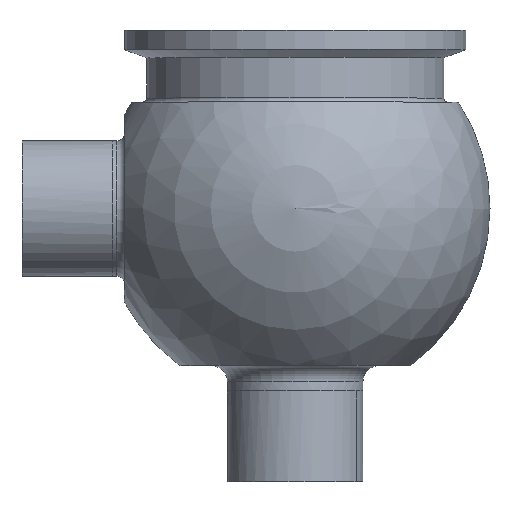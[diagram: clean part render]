
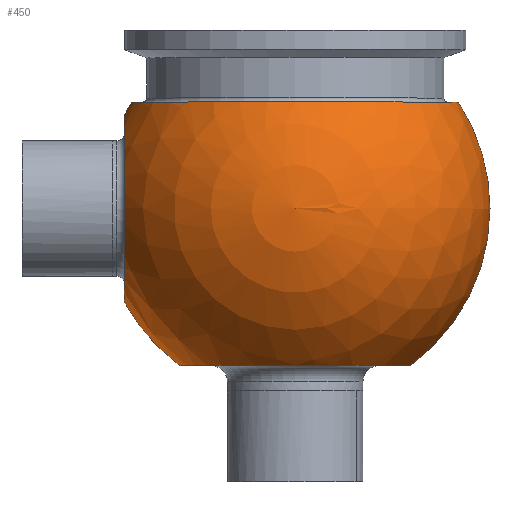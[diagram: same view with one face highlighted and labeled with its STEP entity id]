
A CAD part, top view. The second image highlights one B-rep face of the part: STEP entity #450.
In plain terms, the highlighted spherical face has radius 36.5 mm.
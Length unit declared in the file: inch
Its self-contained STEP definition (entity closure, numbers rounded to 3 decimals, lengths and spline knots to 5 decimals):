
#9 = CARTESIAN_POINT ( 'NONE',  ( 0., 0., 0. ) ) ;
#24 = CARTESIAN_POINT ( 'NONE',  ( -0.85088, -1.158, 0. ) ) ;
#51 = ORIENTED_EDGE ( 'NONE', *, *, #831, .F. ) ;
#54 = AXIS2_PLACEMENT_3D ( 'NONE', #157, #90, #641 ) ;
#90 = DIRECTION ( 'NONE',  ( 0., 1., 0. ) ) ;
#106 = CARTESIAN_POINT ( 'NONE',  ( 0., 0.785, 0. ) ) ;
#108 = SPHERICAL_SURFACE ( 'NONE', #666, 1.437 ) ;
#124 = EDGE_CURVE ( 'NONE', #328, #513, #265, .T. ) ;
#134 = CARTESIAN_POINT ( 'NONE',  ( 0., 0., 0. ) ) ;
#144 = ORIENTED_EDGE ( 'NONE', *, *, #608, .F. ) ;
#157 = CARTESIAN_POINT ( 'NONE',  ( 0., -1.158, 0. ) ) ;
#164 = CIRCLE ( 'NONE', #54, 0.85088 ) ;
#172 = DIRECTION ( 'NONE',  ( -1., 0., 0. ) ) ;
#174 = VERTEX_POINT ( 'NONE', #24 ) ;
#180 = DIRECTION ( 'NONE',  ( -1., 0., 0. ) ) ;
#206 = DIRECTION ( 'NONE',  ( -1., 0., 0. ) ) ;
#222 = CARTESIAN_POINT ( 'NONE',  ( -1.20364, 0.785, 0. ) ) ;
#232 = AXIS2_PLACEMENT_3D ( 'NONE', #9, #866, #172 ) ;
#265 = CIRCLE ( 'NONE', #232, 1.437 ) ;
#267 = CARTESIAN_POINT ( 'NONE',  ( 0., 0., 0. ) ) ;
#273 = ORIENTED_EDGE ( 'NONE', *, *, #774, .T. ) ;
#288 = FACE_OUTER_BOUND ( 'NONE', #539, .T. ) ;
#307 = AXIS2_PLACEMENT_3D ( 'NONE', #267, #743, #324 ) ;
#324 = DIRECTION ( 'NONE',  ( 1., 0., 0. ) ) ;
#328 = VERTEX_POINT ( 'NONE', #698 ) ;
#370 = ORIENTED_EDGE ( 'NONE', *, *, #519, .T. ) ;
#392 = CARTESIAN_POINT ( 'NONE',  ( -1.2616, -0.688, 0. ) ) ;
#407 = ORIENTED_EDGE ( 'NONE', *, *, #471, .F. ) ;
#430 = CARTESIAN_POINT ( 'NONE',  ( 0., 0., 0. ) ) ;
#438 = CARTESIAN_POINT ( 'NONE',  ( -1.2616, 0., 0. ) ) ;
#450 = ADVANCED_FACE ( 'NONE', ( #288 ), #108, .T. ) ;
#465 = AXIS2_PLACEMENT_3D ( 'NONE', #106, #582, #180 ) ;
#471 = EDGE_CURVE ( 'NONE', #568, #328, #876, .T. ) ;
#492 = AXIS2_PLACEMENT_3D ( 'NONE', #134, #609, #206 ) ;
#497 = DIRECTION ( 'NONE',  ( 0., 0., -1. ) ) ;
#505 = DIRECTION ( 'NONE',  ( -1., 0., 0. ) ) ;
#513 = VERTEX_POINT ( 'NONE', #222 ) ;
#519 = EDGE_CURVE ( 'NONE', #174, #669, #164, .T. ) ;
#535 = ORIENTED_EDGE ( 'NONE', *, *, #124, .F. ) ;
#539 = EDGE_LOOP ( 'NONE', ( #51, #370, #273, #144, #535, #407 ) ) ;
#568 = VERTEX_POINT ( 'NONE', #392 ) ;
#582 = DIRECTION ( 'NONE',  ( 0., 1., 0. ) ) ;
#608 = EDGE_CURVE ( 'NONE', #513, #681, #897, .T. ) ;
#609 = DIRECTION ( 'NONE',  ( 0., 0., -1. ) ) ;
#641 = DIRECTION ( 'NONE',  ( -1., 0., 0. ) ) ;
#666 = AXIS2_PLACEMENT_3D ( 'NONE', #430, #497, #848 ) ;
#669 = VERTEX_POINT ( 'NONE', #804 ) ;
#681 = VERTEX_POINT ( 'NONE', #868 ) ;
#698 = CARTESIAN_POINT ( 'NONE',  ( -1.2616, 0.688, 0. ) ) ;
#710 = DIRECTION ( 'NONE',  ( 0., 1., 0. ) ) ;
#743 = DIRECTION ( 'NONE',  ( 0., 0., 1. ) ) ;
#761 = AXIS2_PLACEMENT_3D ( 'NONE', #438, #505, #710 ) ;
#774 = EDGE_CURVE ( 'NONE', #669, #681, #795, .T. ) ;
#795 = CIRCLE ( 'NONE', #307, 1.437 ) ;
#804 = CARTESIAN_POINT ( 'NONE',  ( 0.85088, -1.158, 0. ) ) ;
#831 = EDGE_CURVE ( 'NONE', #174, #568, #839, .T. ) ;
#839 = CIRCLE ( 'NONE', #492, 1.437 ) ;
#848 = DIRECTION ( 'NONE',  ( 1., 0., 0. ) ) ;
#866 = DIRECTION ( 'NONE',  ( 0., 0., -1. ) ) ;
#868 = CARTESIAN_POINT ( 'NONE',  ( 1.20364, 0.785, 0. ) ) ;
#876 = CIRCLE ( 'NONE', #761, 0.688 ) ;
#897 = CIRCLE ( 'NONE', #465, 1.20364 ) ;
